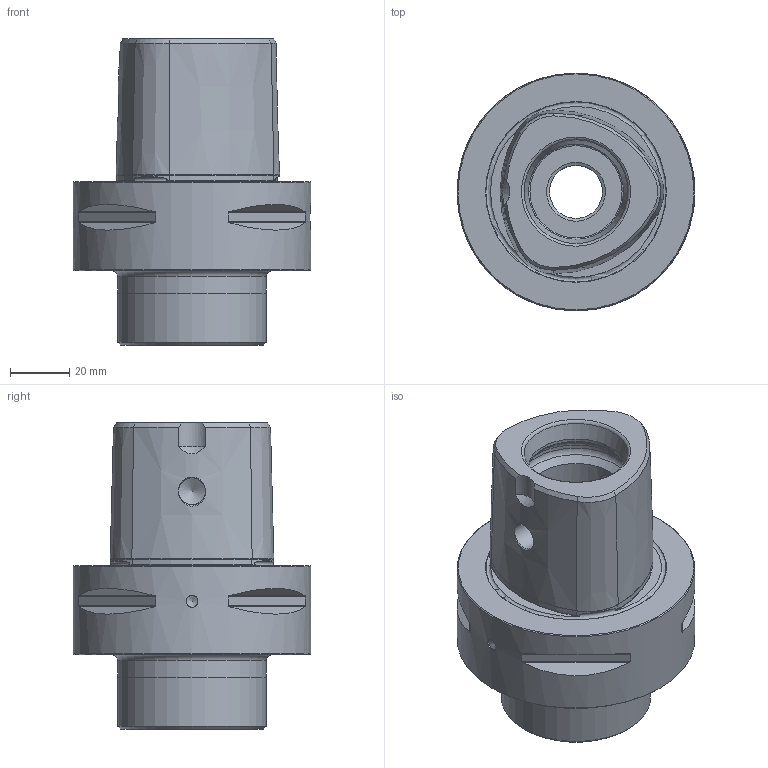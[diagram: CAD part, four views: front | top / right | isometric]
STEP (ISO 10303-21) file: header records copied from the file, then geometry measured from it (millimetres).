
FILE_DESCRIPTION(/* description */ (''),/* implementation_level */ '2;1');
FILE_NAME(/* name */ '280814030.stp',/* time_stamp */ '2021-01-08T12:38:28',/* author */ ('LRA'),/* organization */ ('REGO-FIX'),/* preprocessor_version */ ' Unknown',/* originating_system */ 'SIEMENS PLM Software Solid Edge ST10',/* authorization */ 'Unknown');
FILE_SCHEMA (('AUTOMOTIVE_DESIGN { 1 0 10303 214 2 1 1}'));
Length unit declared in the file: millimetre
Products named in the file (1): NOCUT
Bounding box: 80 x 80 x 103 mm (x, y, z)
Volume: 231624.9 mm3; surface area: 38279.7 mm2
Topology: 1 solids, 1 shells, 102 faces, 248 edges, 153 vertices
Faces by surface type: cone 52, cylinder 22, plane 21, torus 7
Full cylindrical faces by diameter (mm): 4 x1, 9.1 x2, 17.835 x2, 31.1 x1, 31.3 x1, 32 x2, 38 x1, 50 x2, 80 x1
Entity records: 3537 total; most frequent: CARTESIAN_POINT 668, DIRECTION 458, ORIENTED_EDGE 386, AXIS2_PLACEMENT_3D 202, EDGE_CURVE 193, FACE_BOUND 149, EDGE_LOOP 146, VERTEX_POINT 136
